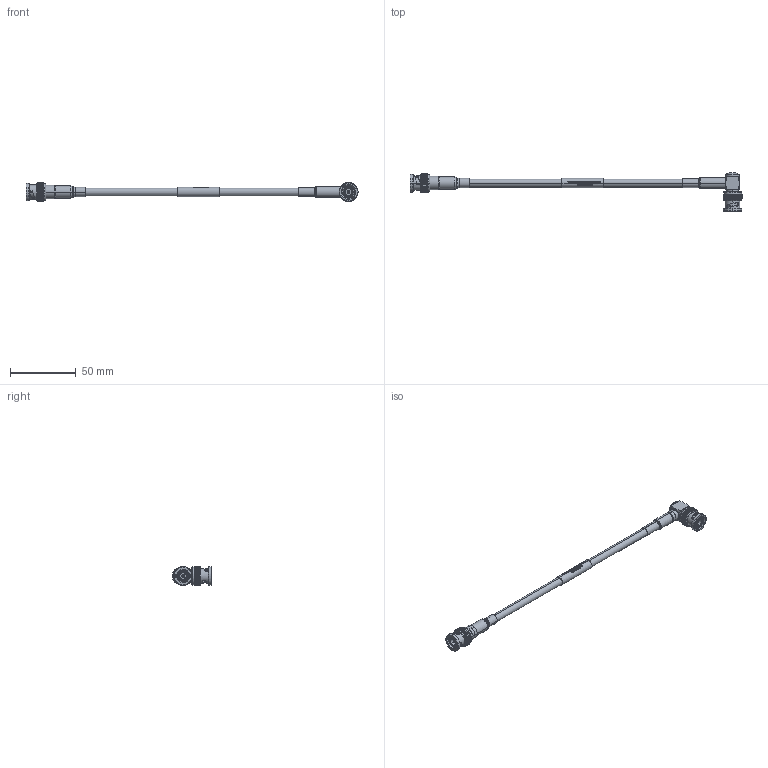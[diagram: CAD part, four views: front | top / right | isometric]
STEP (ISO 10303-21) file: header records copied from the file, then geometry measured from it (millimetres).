
FILE_DESCRIPTION (( 'STEP AP214' ), '1' );
FILE_NAME ('FMCA100164_3D.step', '2024-08-20T16:58:48', ( '' ), ( '' ), 'SwSTEP 2.0', 'SolidWorks 2022', '' );
FILE_SCHEMA (( 'AUTOMOTIVE_DESIGN' ));
Length unit declared in the file: inch
Products named in the file (10): Copy of TC-240-BM-X_c-contact^TC-240-BM-X_FMCA100164; TC-240-BM-X^FMCA100164; Copy of TC-240-BM-X_body^TC-240-BM-X_FMCA100164_with flange; Copy of TC-240-BM-X_insulator^TC-240-BM-X_FMCA100164; FM Cable Assy Label^FMCA100164_D_240; FMCA100164_3D; HeatShrink^FMCA100164; Copy of TC-240-BM-X_ferrule^TC-240-BM-X_FMCA100164; TCOM-195-240-400-600 for cable assy^FMCA100164_TCOM-240; TC-240-BM-RA-D_FM^FMCA100164_with HS
Assembly tree (9 placements, depth 3):
  FMCA100164_3D
    TCOM-195-240-400-600 for cable assy^FMCA100164_TCOM-240
    FM Cable Assy Label^FMCA100164_D_240
    TC-240-BM-X^FMCA100164
      Copy of TC-240-BM-X_body^TC-240-BM-X_FMCA100164_with flange
      Copy of TC-240-BM-X_c-contact^TC-240-BM-X_FMCA100164
      Copy of TC-240-BM-X_insulator^TC-240-BM-X_FMCA100164
      Copy of TC-240-BM-X_ferrule^TC-240-BM-X_FMCA100164
    HeatShrink^FMCA100164
    TC-240-BM-RA-D_FM^FMCA100164_with HS
Bounding box: 253.36 x 29.52 x 14.5 mm (x, y, z)
Volume: 13888.3 mm3; surface area: 14543.3 mm2
Topology: 9 solids, 12 shells, 1822 faces, 4912 edges, 3215 vertices
Faces by surface type: plane 1113, cylinder 384, bspline 188, cone 106, torus 29, sphere 2
Entity records: 67337 total; most frequent: CARTESIAN_POINT 24148, ORIENTED_EDGE 9816, DIRECTION 7214, EDGE_CURVE 4908, VERTEX_POINT 3215, VECTOR 2422, LINE 2422, AXIS2_PLACEMENT_3D 2396
